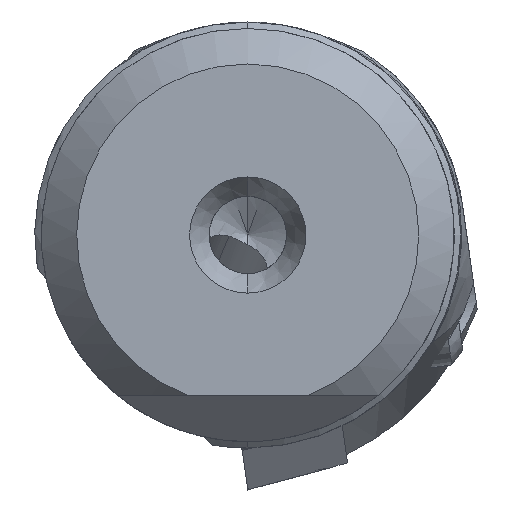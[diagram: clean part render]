
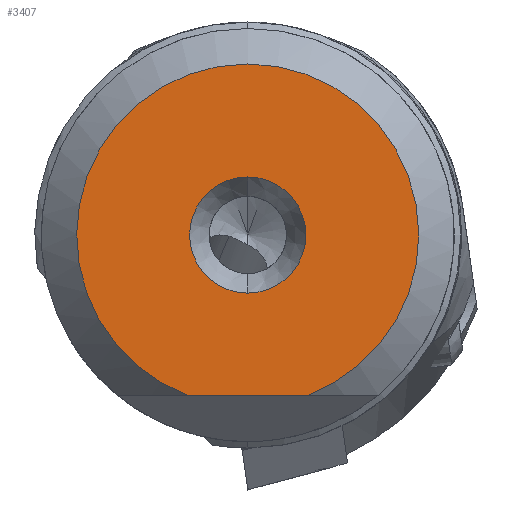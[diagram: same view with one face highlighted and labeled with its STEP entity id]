
A CAD part, left-side view. The second image highlights one B-rep face of the part: STEP entity #3407.
In plain terms, the highlighted planar face has unit normal (-1, 0, 0).
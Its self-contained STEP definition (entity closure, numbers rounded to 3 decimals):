
#269 = VERTEX_POINT ( 'NONE', #2073 ) ;
#294 = AXIS2_PLACEMENT_3D ( 'NONE', #1864, #2291, #4846 ) ;
#722 = ORIENTED_EDGE ( 'NONE', *, *, #3257, .F. ) ;
#797 = DIRECTION ( 'NONE',  ( -1., 0., 0. ) ) ;
#887 = DIRECTION ( 'NONE',  ( -1., 0., 0. ) ) ;
#1566 = AXIS2_PLACEMENT_3D ( 'NONE', #2898, #2006, #2130 ) ;
#1596 = CARTESIAN_POINT ( 'NONE',  ( 0., 0., -2.25 ) ) ;
#1780 = VERTEX_POINT ( 'NONE', #4147 ) ;
#1810 = VERTEX_POINT ( 'NONE', #1596 ) ;
#1864 = CARTESIAN_POINT ( 'NONE',  ( 0., 2.25, 0. ) ) ;
#2006 = DIRECTION ( 'NONE',  ( -1., 0., 0. ) ) ;
#2073 = CARTESIAN_POINT ( 'NONE',  ( 0., -2.335, -6.2 ) ) ;
#2130 = DIRECTION ( 'NONE',  ( 0., 0., 1. ) ) ;
#2291 = DIRECTION ( 'NONE',  ( 1., 0., 0. ) ) ;
#2770 = EDGE_CURVE ( 'NONE', #1780, #269, #2872, .T. ) ;
#2774 = EDGE_LOOP ( 'NONE', ( #4151, #4047 ) ) ;
#2821 = AXIS2_PLACEMENT_3D ( 'NONE', #3577, #887, #4797 ) ;
#2872 = LINE ( 'NONE', #3772, #4606 ) ;
#2898 = CARTESIAN_POINT ( 'NONE',  ( 0., 0., 0. ) ) ;
#3119 = PLANE ( 'NONE',  #294 ) ;
#3198 = EDGE_CURVE ( 'NONE', #269, #1780, #3891, .T. ) ;
#3257 = EDGE_CURVE ( 'NONE', #5365, #1810, #3450, .T. ) ;
#3407 = ADVANCED_FACE ( 'NONE', ( #5204, #5265 ), #3119, .F. ) ;
#3418 = CARTESIAN_POINT ( 'NONE',  ( 0., 0., 2.25 ) ) ;
#3450 = CIRCLE ( 'NONE', #5503, 2.25 ) ;
#3577 = CARTESIAN_POINT ( 'NONE',  ( 0., 0., 0. ) ) ;
#3634 = CIRCLE ( 'NONE', #2821, 2.25 ) ;
#3772 = CARTESIAN_POINT ( 'NONE',  ( 0., 2.25, -6.2 ) ) ;
#3856 = CARTESIAN_POINT ( 'NONE',  ( 0., 0., 0. ) ) ;
#3891 = CIRCLE ( 'NONE', #1566, 6.625 ) ;
#4047 = ORIENTED_EDGE ( 'NONE', *, *, #2770, .T. ) ;
#4147 = CARTESIAN_POINT ( 'NONE',  ( 0., 2.335, -6.2 ) ) ;
#4151 = ORIENTED_EDGE ( 'NONE', *, *, #3198, .T. ) ;
#4224 = DIRECTION ( 'NONE',  ( 0., 0., 1. ) ) ;
#4593 = DIRECTION ( 'NONE',  ( 0., -1., 0. ) ) ;
#4606 = VECTOR ( 'NONE', #4593, 1000. ) ;
#4797 = DIRECTION ( 'NONE',  ( 0., 0., 1. ) ) ;
#4846 = DIRECTION ( 'NONE',  ( 0., 0., -1. ) ) ;
#5204 = FACE_BOUND ( 'NONE', #5553, .T. ) ;
#5265 = FACE_OUTER_BOUND ( 'NONE', #2774, .T. ) ;
#5332 = ORIENTED_EDGE ( 'NONE', *, *, #5505, .F. ) ;
#5365 = VERTEX_POINT ( 'NONE', #3418 ) ;
#5503 = AXIS2_PLACEMENT_3D ( 'NONE', #3856, #797, #4224 ) ;
#5505 = EDGE_CURVE ( 'NONE', #1810, #5365, #3634, .T. ) ;
#5553 = EDGE_LOOP ( 'NONE', ( #722, #5332 ) ) ;
